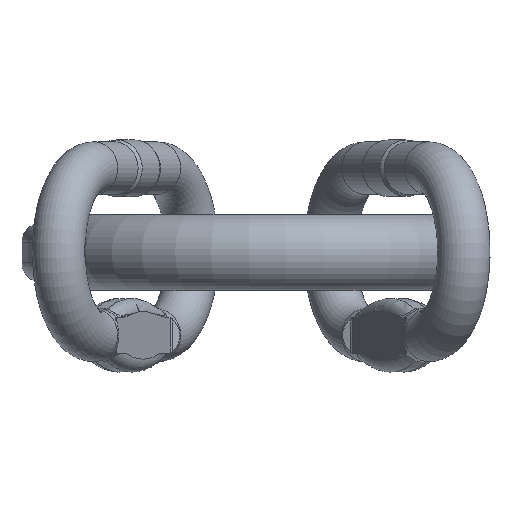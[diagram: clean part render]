
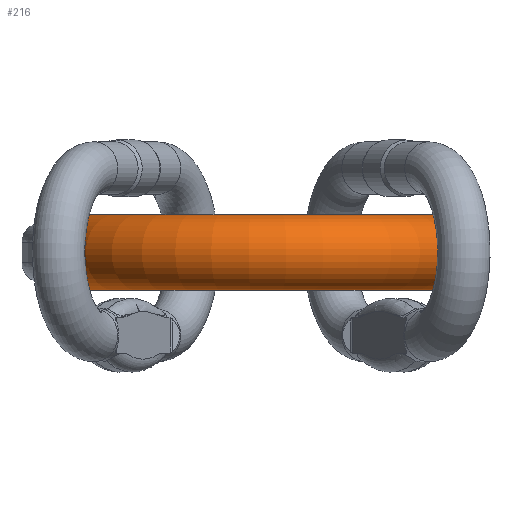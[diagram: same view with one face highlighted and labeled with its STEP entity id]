
A CAD part, front view. The second image highlights one B-rep face of the part: STEP entity #216.
In plain terms, the highlighted toroidal (fillet/blend) face has major radius 81.5 mm and minor radius 16.5 mm.
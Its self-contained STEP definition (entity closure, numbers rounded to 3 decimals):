
#194=TOROIDAL_SURFACE('',#1801,81.5,16.5);
#216=ADVANCED_FACE('',(#604,#605),#194,.T.);
#604=FACE_BOUND('',#652,.T.);
#605=FACE_BOUND('',#653,.T.);
#652=EDGE_LOOP('',(#824));
#653=EDGE_LOOP('',(#825));
#824=ORIENTED_EDGE('',*,*,#1454,.T.);
#825=ORIENTED_EDGE('',*,*,#1492,.F.);
#1286=VERTEX_POINT('',#2392);
#1324=VERTEX_POINT('',#2674);
#1454=EDGE_CURVE('',#1286,#1286,#1706,.T.);
#1492=EDGE_CURVE('',#1324,#1324,#1708,.T.);
#1706=CIRCLE('',#1783,16.5);
#1708=CIRCLE('',#1795,16.5);
#1783=AXIS2_PLACEMENT_3D('',#2391,#1968,#1969);
#1795=AXIS2_PLACEMENT_3D('',#2673,#2000,#2001);
#1801=AXIS2_PLACEMENT_3D('',#2683,#2012,#2013);
#1968=DIRECTION('',(0.,-1.,0.));
#1969=DIRECTION('',(1.,0.,0.));
#2000=DIRECTION('',(0.,1.,0.));
#2001=DIRECTION('',(-1.,0.,0.));
#2012=DIRECTION('',(0.,0.,1.));
#2013=DIRECTION('',(1.,0.,0.));
#2391=CARTESIAN_POINT('',(-81.5,-50.,0.));
#2392=CARTESIAN_POINT('',(-65.,-50.,0.));
#2673=CARTESIAN_POINT('',(81.5,-50.,0.));
#2674=CARTESIAN_POINT('',(65.,-50.,0.));
#2683=CARTESIAN_POINT('',(0.,-50.,0.));
